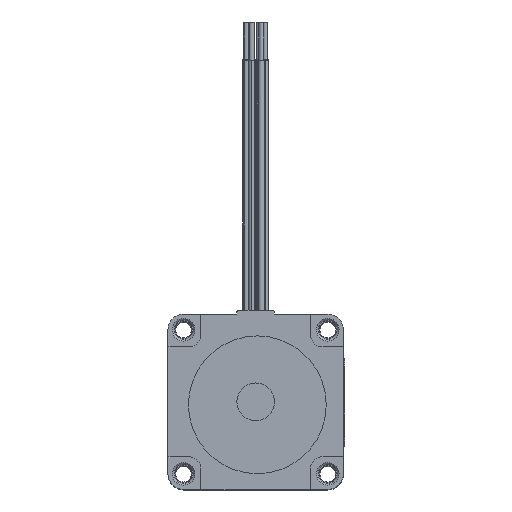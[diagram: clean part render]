
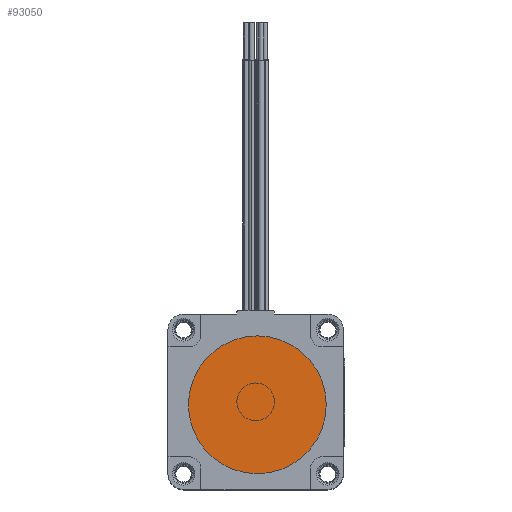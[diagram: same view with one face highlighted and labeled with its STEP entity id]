
A CAD part, top view. The second image highlights one B-rep face of the part: STEP entity #93050.
In plain terms, the highlighted planar face has unit normal (0, 0, 1).
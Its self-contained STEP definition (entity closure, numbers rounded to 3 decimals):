
#4103 = CIRCLE ( 'NONE', #95335, 11. ) ;
#8039 = DIRECTION ( 'NONE',  ( 1., 0., 0. ) ) ;
#15205 = PLANE ( 'NONE',  #43157 ) ;
#24480 = EDGE_CURVE ( 'NONE', #111575, #86572, #4103, .T. ) ;
#26356 = DIRECTION ( 'NONE',  ( -1., 0., 0. ) ) ;
#26727 = ORIENTED_EDGE ( 'NONE', *, *, #24480, .T. ) ;
#43157 = AXIS2_PLACEMENT_3D ( 'NONE', #96732, #64374, #8039 ) ;
#43680 = AXIS2_PLACEMENT_3D ( 'NONE', #56474, #92776, #92184 ) ;
#56474 = CARTESIAN_POINT ( 'NONE',  ( 0., 0., 0.05 ) ) ;
#64374 = DIRECTION ( 'NONE',  ( 0., 0., 1. ) ) ;
#68321 = CIRCLE ( 'NONE', #43680, 11. ) ;
#69268 = CARTESIAN_POINT ( 'NONE',  ( -11., 0., 0.05 ) ) ;
#70003 = EDGE_CURVE ( 'NONE', #86572, #111575, #68321, .T. ) ;
#73551 = EDGE_LOOP ( 'NONE', ( #97205, #26727 ) ) ;
#78880 = FACE_OUTER_BOUND ( 'NONE', #73551, .T. ) ;
#80497 = DIRECTION ( 'NONE',  ( 0., 0., 1. ) ) ;
#86572 = VERTEX_POINT ( 'NONE', #69268 ) ;
#92184 = DIRECTION ( 'NONE',  ( -1., 0., 0. ) ) ;
#92776 = DIRECTION ( 'NONE',  ( 0., 0., 1. ) ) ;
#93050 = ADVANCED_FACE ( 'NONE', ( #78880 ), #15205, .T. ) ;
#93835 = CARTESIAN_POINT ( 'NONE',  ( 11., 0., 0.05 ) ) ;
#95335 = AXIS2_PLACEMENT_3D ( 'NONE', #107886, #80497, #26356 ) ;
#96732 = CARTESIAN_POINT ( 'NONE',  ( 0., 0., 0.05 ) ) ;
#97205 = ORIENTED_EDGE ( 'NONE', *, *, #70003, .T. ) ;
#107886 = CARTESIAN_POINT ( 'NONE',  ( 0., 0., 0.05 ) ) ;
#111575 = VERTEX_POINT ( 'NONE', #93835 ) ;
